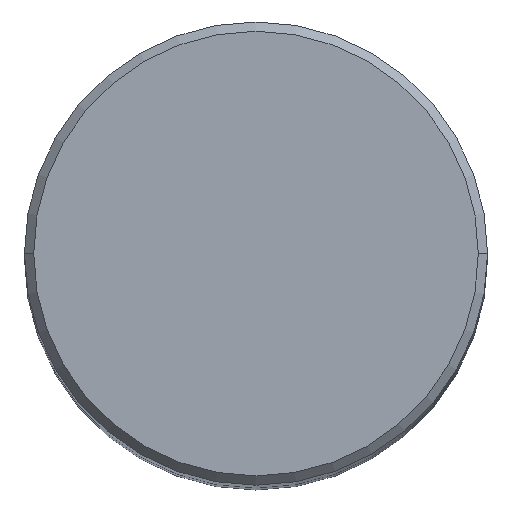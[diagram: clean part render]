
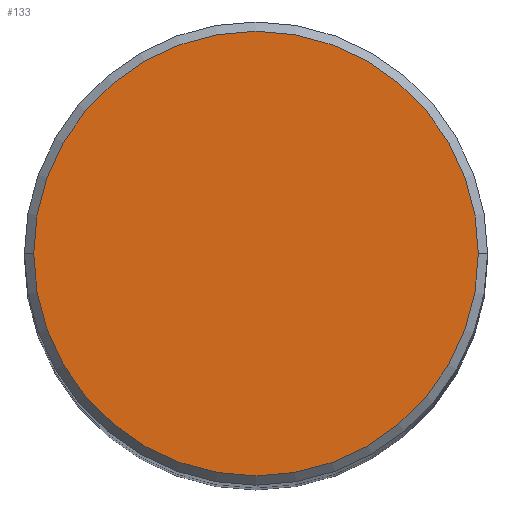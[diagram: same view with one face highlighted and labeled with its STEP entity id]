
A CAD part, top view. The second image highlights one B-rep face of the part: STEP entity #133.
In plain terms, the highlighted planar face has unit normal (0, 0, 1).
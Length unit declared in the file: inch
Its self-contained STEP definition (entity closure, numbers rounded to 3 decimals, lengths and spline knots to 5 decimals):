
#16 = EDGE_CURVE ( 'NONE', #206, #304, #91, .T. ) ;
#64 = EDGE_CURVE ( 'NONE', #304, #206, #367, .T. ) ;
#69 = DIRECTION ( 'NONE',  ( 0., 0., 1. ) ) ;
#71 = PLANE ( 'NONE',  #137 ) ;
#77 = DIRECTION ( 'NONE',  ( 0., 0., 1. ) ) ;
#91 = CIRCLE ( 'NONE', #375, 0.48 ) ;
#116 = CARTESIAN_POINT ( 'NONE',  ( 0., 0., 0. ) ) ;
#133 = ADVANCED_FACE ( 'NONE', ( #447 ), #71, .F. ) ;
#137 = AXIS2_PLACEMENT_3D ( 'NONE', #482, #408, #147 ) ;
#145 = CARTESIAN_POINT ( 'NONE',  ( 0., 0., 0. ) ) ;
#147 = DIRECTION ( 'NONE',  ( -1., 0., 0. ) ) ;
#206 = VERTEX_POINT ( 'NONE', #373 ) ;
#221 = DIRECTION ( 'NONE',  ( 1., 0., 0. ) ) ;
#235 = EDGE_LOOP ( 'NONE', ( #354, #356 ) ) ;
#256 = DIRECTION ( 'NONE',  ( 1., 0., 0. ) ) ;
#304 = VERTEX_POINT ( 'NONE', #429 ) ;
#354 = ORIENTED_EDGE ( 'NONE', *, *, #16, .T. ) ;
#356 = ORIENTED_EDGE ( 'NONE', *, *, #64, .T. ) ;
#367 = CIRCLE ( 'NONE', #437, 0.48 ) ;
#373 = CARTESIAN_POINT ( 'NONE',  ( -0.48, 0., 0. ) ) ;
#375 = AXIS2_PLACEMENT_3D ( 'NONE', #116, #69, #221 ) ;
#408 = DIRECTION ( 'NONE',  ( 0., 0., -1. ) ) ;
#429 = CARTESIAN_POINT ( 'NONE',  ( 0.48, 0., 0. ) ) ;
#437 = AXIS2_PLACEMENT_3D ( 'NONE', #145, #77, #256 ) ;
#447 = FACE_OUTER_BOUND ( 'NONE', #235, .T. ) ;
#482 = CARTESIAN_POINT ( 'NONE',  ( 0., 0.48, 0. ) ) ;
